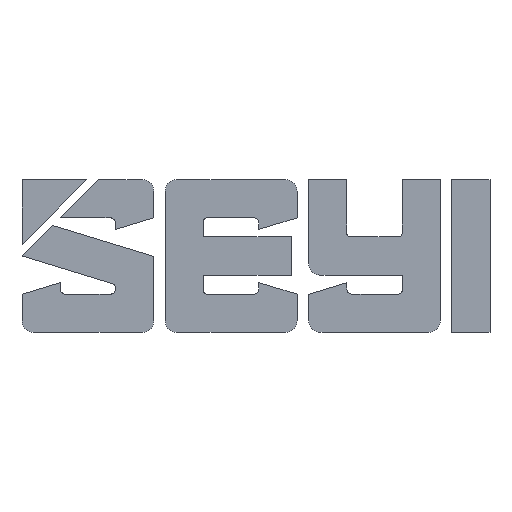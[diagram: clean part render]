
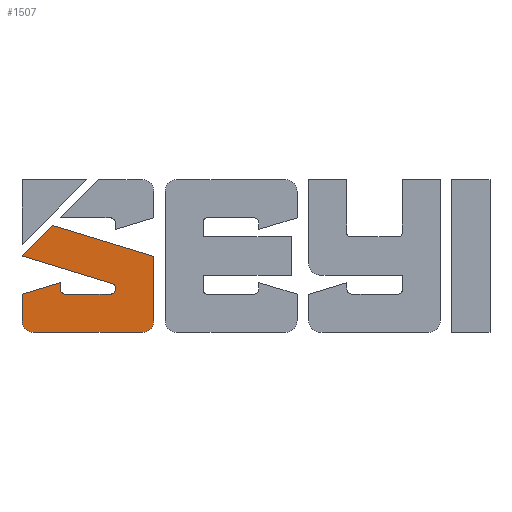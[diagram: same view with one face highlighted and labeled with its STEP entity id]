
A CAD part, top view. The second image highlights one B-rep face of the part: STEP entity #1507.
In plain terms, the highlighted planar face has unit normal (0, 0, 1).
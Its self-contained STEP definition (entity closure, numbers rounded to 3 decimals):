
#39 = EDGE_CURVE ( 'NONE', #338, #286, #1855, .T. ) ;
#65 = DIRECTION ( 'NONE',  ( 0., 1., 0. ) ) ;
#71 = ORIENTED_EDGE ( 'NONE', *, *, #835, .T. ) ;
#81 = LINE ( 'NONE', #109, #580 ) ;
#82 = CIRCLE ( 'NONE', #1997, 6.759 ) ;
#109 = CARTESIAN_POINT ( 'NONE',  ( 52.9, 28.888, 2.172 ) ) ;
#131 = EDGE_CURVE ( 'NONE', #491, #590, #81, .T. ) ;
#141 = CARTESIAN_POINT ( 'NONE',  ( 0., 6.759, 2.172 ) ) ;
#153 = LINE ( 'NONE', #141, #768 ) ;
#155 = LINE ( 'NONE', #475, #289 ) ;
#156 = LINE ( 'NONE', #2627, #1266 ) ;
#164 = DIRECTION ( 'NONE',  ( 0., -1., 0. ) ) ;
#183 = CARTESIAN_POINT ( 'NONE',  ( 6.759, 6.759, 2.172 ) ) ;
#195 = VECTOR ( 'NONE', #394, 1000. ) ;
#196 = DIRECTION ( 'NONE',  ( -1., 0., 0. ) ) ;
#200 = DIRECTION ( 'NONE',  ( -0.707, -0.707, 0. ) ) ;
#220 = CARTESIAN_POINT ( 'NONE',  ( 77.731, 44.857, 2.172 ) ) ;
#246 = ORIENTED_EDGE ( 'NONE', *, *, #1311, .T. ) ;
#265 = EDGE_CURVE ( 'NONE', #286, #2587, #1098, .T. ) ;
#286 = VERTEX_POINT ( 'NONE', #2321 ) ;
#289 = VECTOR ( 'NONE', #65, 1000. ) ;
#294 = ORIENTED_EDGE ( 'NONE', *, *, #1609, .T. ) ;
#306 = DIRECTION ( 'NONE',  ( 0., 0., -1. ) ) ;
#332 = DIRECTION ( 'NONE',  ( -1., 0., 0. ) ) ;
#338 = VERTEX_POINT ( 'NONE', #602 ) ;
#353 = VERTEX_POINT ( 'NONE', #1587 ) ;
#373 = PLANE ( 'NONE',  #709 ) ;
#382 = VECTOR ( 'NONE', #1222, 1000. ) ;
#391 = CARTESIAN_POINT ( 'NONE',  ( 25.78, 22.531, 2.172 ) ) ;
#394 = DIRECTION ( 'NONE',  ( 1., 0., 0. ) ) ;
#395 = ORIENTED_EDGE ( 'NONE', *, *, #265, .T. ) ;
#404 = AXIS2_PLACEMENT_3D ( 'NONE', #632, #464, #665 ) ;
#461 = EDGE_CURVE ( 'NONE', #1782, #491, #156, .T. ) ;
#464 = DIRECTION ( 'NONE',  ( 0., 0., -1. ) ) ;
#475 = CARTESIAN_POINT ( 'NONE',  ( 77.731, 44.857, 2.172 ) ) ;
#479 = VECTOR ( 'NONE', #1554, 1000. ) ;
#491 = VERTEX_POINT ( 'NONE', #2244 ) ;
#533 = CARTESIAN_POINT ( 'NONE',  ( 18.044, 63.105, 2.172 ) ) ;
#549 = DIRECTION ( 'NONE',  ( 0., 0., -1. ) ) ;
#556 = FACE_OUTER_BOUND ( 'NONE', #2262, .T. ) ;
#565 = VECTOR ( 'NONE', #2314, 1000. ) ;
#573 = CARTESIAN_POINT ( 'NONE',  ( 52.9, 28.888, 2.172 ) ) ;
#580 = VECTOR ( 'NONE', #2152, 1000. ) ;
#590 = VERTEX_POINT ( 'NONE', #573 ) ;
#602 = CARTESIAN_POINT ( 'NONE',  ( 22.531, 25.78, 2.172 ) ) ;
#632 = CARTESIAN_POINT ( 'NONE',  ( 51.95, 25.78, 2.172 ) ) ;
#665 = DIRECTION ( 'NONE',  ( 1., 0., 0. ) ) ;
#693 = AXIS2_PLACEMENT_3D ( 'NONE', #183, #2633, #196 ) ;
#709 = AXIS2_PLACEMENT_3D ( 'NONE', #1772, #549, #1190 ) ;
#714 = ORIENTED_EDGE ( 'NONE', *, *, #2139, .T. ) ;
#718 = CARTESIAN_POINT ( 'NONE',  ( 70.971, 6.759, 2.172 ) ) ;
#724 = DIRECTION ( 'NONE',  ( 0., 0., 1. ) ) ;
#757 = EDGE_CURVE ( 'NONE', #2587, #2315, #153, .T. ) ;
#759 = ORIENTED_EDGE ( 'NONE', *, *, #2190, .T. ) ;
#768 = VECTOR ( 'NONE', #164, 1000. ) ;
#786 = ORIENTED_EDGE ( 'NONE', *, *, #131, .T. ) ;
#796 = CARTESIAN_POINT ( 'NONE',  ( 70.971, 0., 2.172 ) ) ;
#808 = CARTESIAN_POINT ( 'NONE',  ( 0., 6.759, 2.172 ) ) ;
#814 = EDGE_CURVE ( 'NONE', #1235, #353, #928, .T. ) ;
#834 = ORIENTED_EDGE ( 'NONE', *, *, #1606, .T. ) ;
#835 = EDGE_CURVE ( 'NONE', #1248, #2185, #82, .T. ) ;
#868 = VECTOR ( 'NONE', #1272, 1000. ) ;
#928 = LINE ( 'NONE', #391, #382 ) ;
#938 = CARTESIAN_POINT ( 'NONE',  ( 22.531, 29.419, 2.172 ) ) ;
#967 = CIRCLE ( 'NONE', #2266, 3.25 ) ;
#1022 = CARTESIAN_POINT ( 'NONE',  ( 51.95, 22.531, 2.172 ) ) ;
#1029 = ORIENTED_EDGE ( 'NONE', *, *, #757, .T. ) ;
#1051 = CIRCLE ( 'NONE', #693, 6.759 ) ;
#1098 = LINE ( 'NONE', #1669, #868 ) ;
#1179 = VERTEX_POINT ( 'NONE', #220 ) ;
#1190 = DIRECTION ( 'NONE',  ( -1., 0., 0. ) ) ;
#1222 = DIRECTION ( 'NONE',  ( -1., 0., 0. ) ) ;
#1235 = VERTEX_POINT ( 'NONE', #1022 ) ;
#1248 = VERTEX_POINT ( 'NONE', #2005 ) ;
#1266 = VECTOR ( 'NONE', #200, 1000. ) ;
#1272 = DIRECTION ( 'NONE',  ( -0.956, -0.292, 0. ) ) ;
#1310 = CARTESIAN_POINT ( 'NONE',  ( 6.759, 0., 2.172 ) ) ;
#1311 = EDGE_CURVE ( 'NONE', #2503, #1248, #1863, .T. ) ;
#1333 = DIRECTION ( 'NONE',  ( 1., 0., 0. ) ) ;
#1507 = ADVANCED_FACE ( 'NONE', ( #556 ), #373, .F. ) ;
#1554 = DIRECTION ( 'NONE',  ( 0., 1., 0. ) ) ;
#1587 = CARTESIAN_POINT ( 'NONE',  ( 25.78, 22.531, 2.172 ) ) ;
#1606 = EDGE_CURVE ( 'NONE', #353, #338, #967, .T. ) ;
#1609 = EDGE_CURVE ( 'NONE', #2185, #1179, #155, .T. ) ;
#1636 = ORIENTED_EDGE ( 'NONE', *, *, #461, .T. ) ;
#1637 = CIRCLE ( 'NONE', #404, 3.25 ) ;
#1669 = CARTESIAN_POINT ( 'NONE',  ( 0., 22.531, 2.172 ) ) ;
#1680 = CARTESIAN_POINT ( 'NONE',  ( 18.044, 63.105, 2.172 ) ) ;
#1724 = ORIENTED_EDGE ( 'NONE', *, *, #39, .T. ) ;
#1772 = CARTESIAN_POINT ( 'NONE',  ( 70.971, 6.759, 2.172 ) ) ;
#1782 = VERTEX_POINT ( 'NONE', #1680 ) ;
#1855 = LINE ( 'NONE', #938, #479 ) ;
#1863 = LINE ( 'NONE', #796, #195 ) ;
#1997 = AXIS2_PLACEMENT_3D ( 'NONE', #718, #724, #332 ) ;
#2005 = CARTESIAN_POINT ( 'NONE',  ( 70.971, 0., 2.172 ) ) ;
#2112 = ORIENTED_EDGE ( 'NONE', *, *, #2434, .T. ) ;
#2139 = EDGE_CURVE ( 'NONE', #1179, #1782, #2145, .T. ) ;
#2145 = LINE ( 'NONE', #533, #565 ) ;
#2152 = DIRECTION ( 'NONE',  ( 0.956, -0.292, 0. ) ) ;
#2156 = CARTESIAN_POINT ( 'NONE',  ( 77.731, 6.759, 2.172 ) ) ;
#2185 = VERTEX_POINT ( 'NONE', #2156 ) ;
#2190 = EDGE_CURVE ( 'NONE', #2315, #2503, #1051, .T. ) ;
#2192 = ORIENTED_EDGE ( 'NONE', *, *, #814, .T. ) ;
#2244 = CARTESIAN_POINT ( 'NONE',  ( 0., 45.061, 2.172 ) ) ;
#2262 = EDGE_LOOP ( 'NONE', ( #714, #1636, #786, #2112, #2192, #834, #1724, #395, #1029, #759, #246, #71, #294 ) ) ;
#2266 = AXIS2_PLACEMENT_3D ( 'NONE', #2527, #306, #1333 ) ;
#2314 = DIRECTION ( 'NONE',  ( -0.956, 0.292, 0. ) ) ;
#2315 = VERTEX_POINT ( 'NONE', #808 ) ;
#2321 = CARTESIAN_POINT ( 'NONE',  ( 22.531, 29.419, 2.172 ) ) ;
#2401 = CARTESIAN_POINT ( 'NONE',  ( 0., 22.531, 2.172 ) ) ;
#2434 = EDGE_CURVE ( 'NONE', #590, #1235, #1637, .T. ) ;
#2503 = VERTEX_POINT ( 'NONE', #1310 ) ;
#2527 = CARTESIAN_POINT ( 'NONE',  ( 25.78, 25.78, 2.172 ) ) ;
#2587 = VERTEX_POINT ( 'NONE', #2401 ) ;
#2627 = CARTESIAN_POINT ( 'NONE',  ( 18.044, 63.105, 2.172 ) ) ;
#2633 = DIRECTION ( 'NONE',  ( 0., 0., 1. ) ) ;
